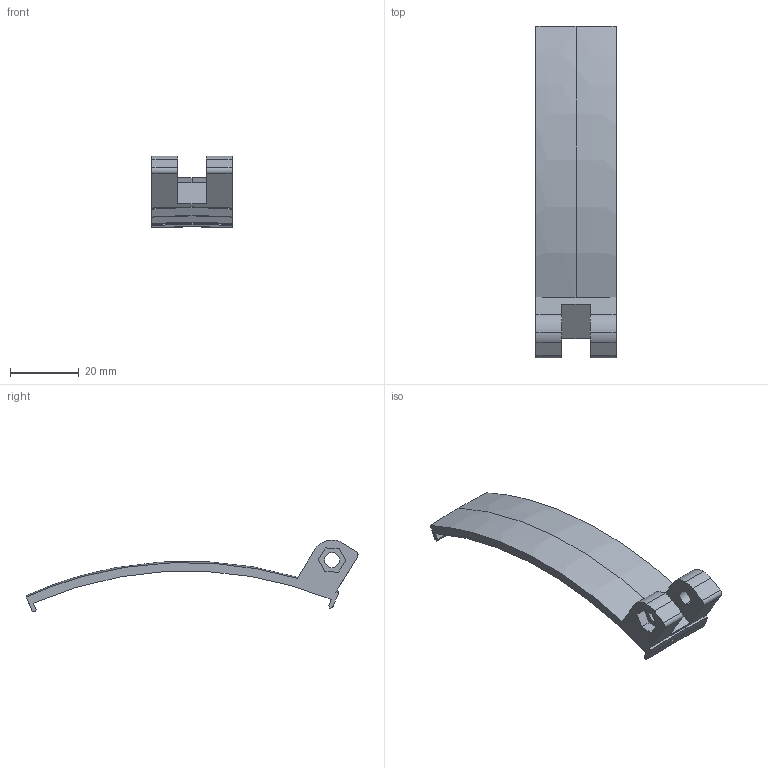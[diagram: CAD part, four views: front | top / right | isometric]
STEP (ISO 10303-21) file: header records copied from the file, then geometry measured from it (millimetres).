
FILE_DESCRIPTION (( 'STEP AP203' ), '1' );
FILE_NAME ('Quest3SMountABS.STEP', '2025-06-23T22:42:52', ( '' ), ( '' ), 'SwSTEP 2.0', 'SolidWorks 2024', '' );
FILE_SCHEMA (( 'CONFIG_CONTROL_DESIGN' ));
Length unit declared in the file: millimetre
Products named in the file (1): Quest3SMountABS
Bounding box: 23.34 x 96.6 x 20.92 mm (x, y, z)
Volume: 7804.6 mm3; surface area: 6290.9 mm2
Topology: 1 solids, 1 shells, 48 faces, 134 edges, 89 vertices
Faces by surface type: plane 21, cylinder 10, bspline 8, torus 6, cone 3
Entity records: 2313 total; most frequent: CARTESIAN_POINT 1060, ORIENTED_EDGE 268, DIRECTION 210, EDGE_CURVE 134, VERTEX_POINT 89, AXIS2_PLACEMENT_3D 71, VECTOR 68, LINE 68
